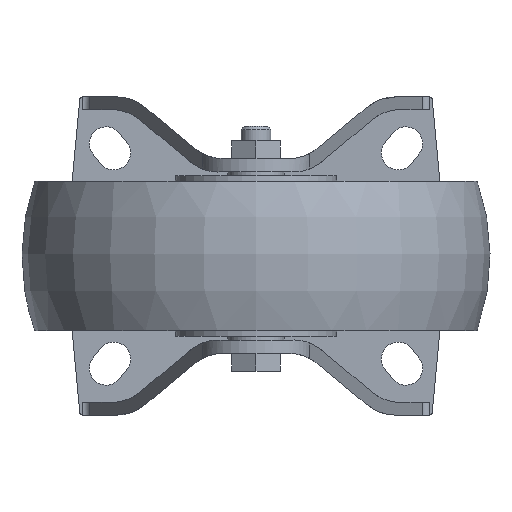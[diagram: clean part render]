
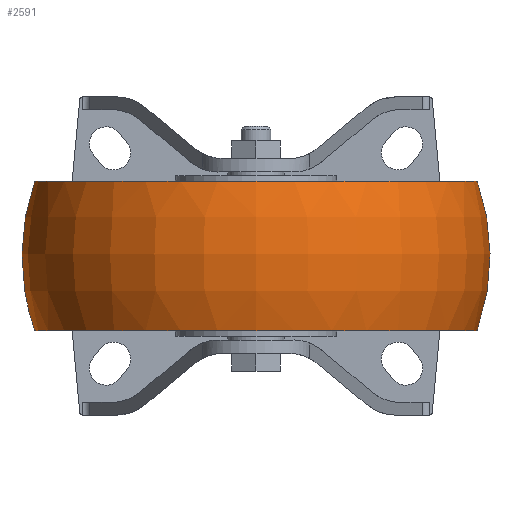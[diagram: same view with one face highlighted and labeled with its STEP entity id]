
A CAD part, front view. The second image highlights one B-rep face of the part: STEP entity #2591.
In plain terms, the highlighted toroidal (fillet/blend) face has major radius 2.5 mm and minor radius 60 mm.
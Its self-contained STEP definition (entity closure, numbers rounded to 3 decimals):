
#20=DEGENERATE_TOROIDAL_SURFACE('',#2857,2.5,60.,
 .T.);
#191=CIRCLE('',#2856,59.069);
#192=CIRCLE('',#2858,59.069);
#786=ORIENTED_EDGE('',*,*,#1276,.T.);
#787=ORIENTED_EDGE('',*,*,#1277,.F.);
#1276=EDGE_CURVE('',#1561,#1561,#191,.T.);
#1277=EDGE_CURVE('',#1562,#1562,#192,.T.);
#1561=VERTEX_POINT('',#4383);
#1562=VERTEX_POINT('',#4386);
#2184=EDGE_LOOP('',(#786));
#2185=EDGE_LOOP('',(#787));
#2352=FACE_BOUND('',#2184,.T.);
#2353=FACE_BOUND('',#2185,.T.);
#2591=ADVANCED_FACE('',(#2352,#2353),#20,.T.);
#2856=AXIS2_PLACEMENT_3D('',#4382,#3537,#3538);
#2857=AXIS2_PLACEMENT_3D('',#4384,#3539,#3540);
#2858=AXIS2_PLACEMENT_3D('',#4385,#3541,#3542);
#3537=DIRECTION('',(0.,0.,-1.));
#3538=DIRECTION('',(-1.,0.,0.));
#3539=DIRECTION('',(0.,0.,-1.));
#3540=DIRECTION('',(-1.,0.,0.));
#3541=DIRECTION('',(0.,0.,-1.));
#3542=DIRECTION('',(-1.,0.,0.));
#4382=CARTESIAN_POINT('',(0.,0.,20.));
#4383=CARTESIAN_POINT('',(-59.069,0.,20.));
#4384=CARTESIAN_POINT('',(0.,0.,0.));
#4385=CARTESIAN_POINT('',(0.,0.,-20.));
#4386=CARTESIAN_POINT('',(-59.069,0.,-20.));
